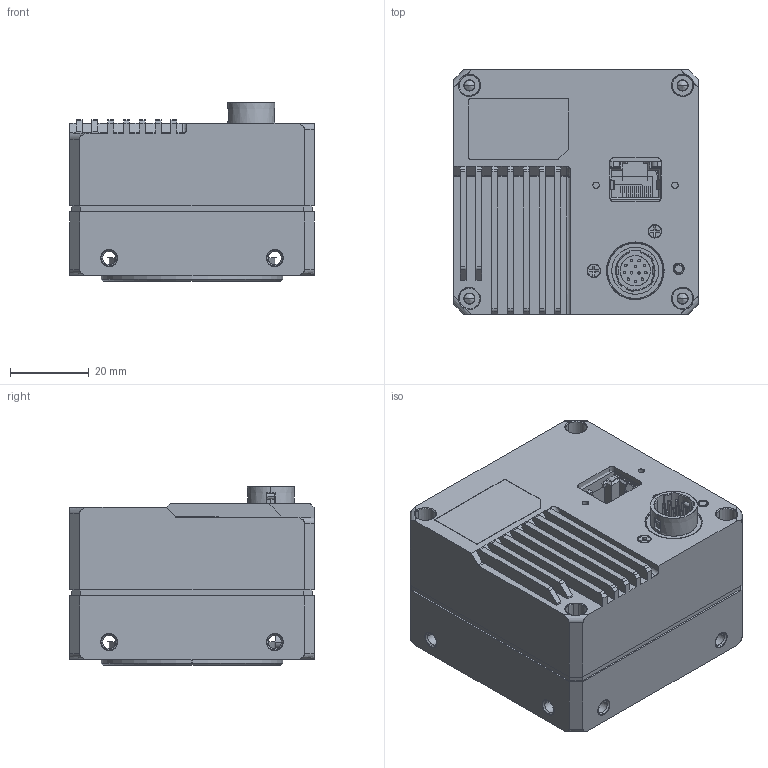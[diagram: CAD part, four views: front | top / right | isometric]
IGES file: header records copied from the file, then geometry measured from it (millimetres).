
Start section: SolidWorks IGES file using analytic representation for surfaces
Global section: file name: DP31743-A_COE-4K-X-POE-YYY-J.igs; native system: SolidWorks 2021; preprocessor: SolidWorks 2021; author: bertolucci; date: 220204.115955; units: millimetre
Bounding box: 62 x 62 x 45.34 mm (x, y, z)
Surface area: 29287.8 mm2 (no closed solid volume)
Topology: 0 solids, 0 shells, 520 faces, 5386 edges, 5361 vertices
Faces by surface type: revolution 260, bspline 260
